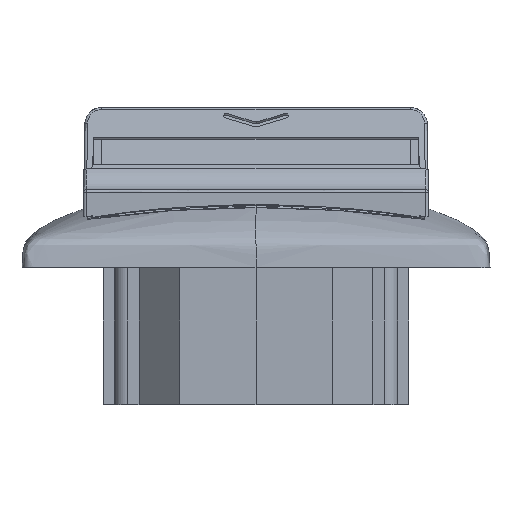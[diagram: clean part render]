
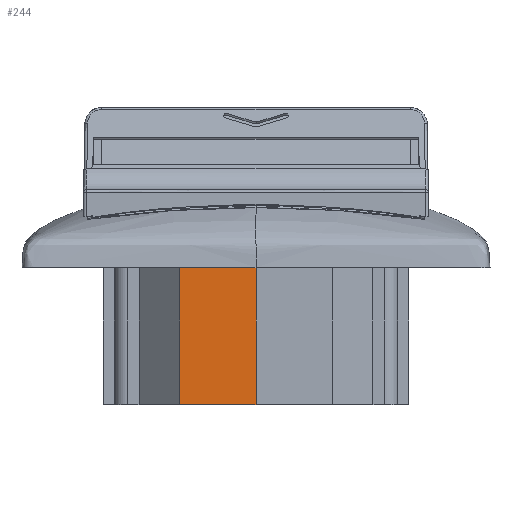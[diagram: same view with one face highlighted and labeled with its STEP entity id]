
A CAD part, front view. The second image highlights one B-rep face of the part: STEP entity #244.
In plain terms, the highlighted planar face has unit normal (0.001, -1, 0).
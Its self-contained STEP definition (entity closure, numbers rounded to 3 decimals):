
#244=ADVANCED_FACE('',(#6812),#6814,.T.);
#6812=FACE_BOUND('',#6813,.T.);
#6813=EDGE_LOOP('',(#14725,#14726,#14727,#14728));
#6814=PLANE('',#6815);
#6815=AXIS2_PLACEMENT_3D('',#6816,#6817,#6818);
#6816=CARTESIAN_POINT('',(0.,-25.756,-1.));
#6817=DIRECTION('',(0.001,-1.,0.));
#6818=DIRECTION('',(-1.,-0.001,0.));
#14725=ORIENTED_EDGE('',*,*,#23291,.T.);
#14726=ORIENTED_EDGE('',*,*,#23292,.F.);
#14727=ORIENTED_EDGE('',*,*,#23293,.F.);
#14728=ORIENTED_EDGE('',*,*,#23084,.T.);
#23084=EDGE_CURVE('',#25089,#25087,#25090,.F.);
#23291=EDGE_CURVE('',#25087,#25404,#25406,.T.);
#23292=EDGE_CURVE('',#25407,#25404,#25408,.T.);
#23293=EDGE_CURVE('',#25089,#25407,#25409,.T.);
#25087=VERTEX_POINT('',#33135);
#25089=VERTEX_POINT('',#33139);
#25090=LINE('',#33140,#33141);
#25404=VERTEX_POINT('',#36279);
#25406=LINE('',#36283,#36284);
#25407=VERTEX_POINT('',#36286);
#25408=LINE('',#36287,#36288);
#25409=LINE('',#36290,#36291);
#33135=CARTESIAN_POINT('',(-13.375,-25.775,-1.));
#33139=CARTESIAN_POINT('',(0.,-25.756,-1.));
#33140=CARTESIAN_POINT('',(-13.375,-25.775,-1.));
#33141=VECTOR('',#33142,1.);
#33142=DIRECTION('',(1.,0.001,0.));
#36279=CARTESIAN_POINT('',(-13.375,-25.775,-25.));
#36283=CARTESIAN_POINT('',(-13.375,-25.775,-1.));
#36284=VECTOR('',#36285,1.);
#36285=DIRECTION('',(0.,0.,-1.));
#36286=CARTESIAN_POINT('',(0.,-25.756,-25.));
#36287=CARTESIAN_POINT('',(0.,-25.756,-25.));
#36288=VECTOR('',#36289,1.);
#36289=DIRECTION('',(-1.,-0.001,0.));
#36290=CARTESIAN_POINT('',(0.,-25.756,-1.));
#36291=VECTOR('',#36292,1.);
#36292=DIRECTION('',(0.,0.,-1.));
